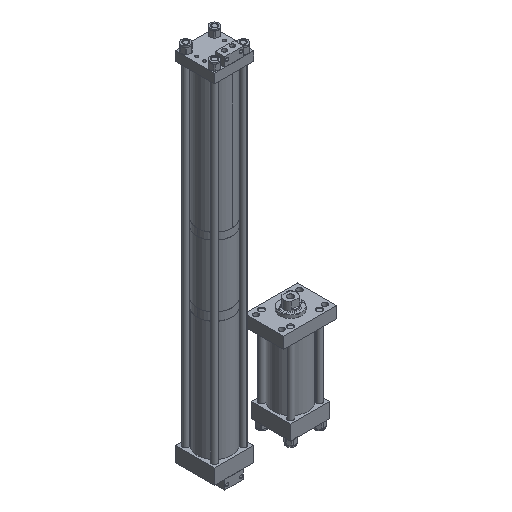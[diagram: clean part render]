
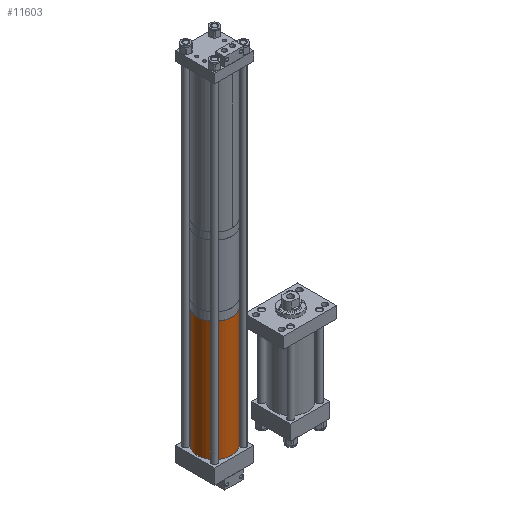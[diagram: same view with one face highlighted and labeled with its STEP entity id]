
A CAD part, isometric view. The second image highlights one B-rep face of the part: STEP entity #11603.
In plain terms, the highlighted cylindrical face has radius 47.625 mm (diameter 95.25 mm), a partial arc.
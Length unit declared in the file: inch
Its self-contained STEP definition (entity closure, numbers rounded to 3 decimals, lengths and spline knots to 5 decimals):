
#66 = DIRECTION ( 'NONE',  ( 1., 0., 0. ) ) ;
#120 = AXIS2_PLACEMENT_3D ( 'NONE', #6974, #12872, #66 ) ;
#292 = VECTOR ( 'NONE', #3780, 39.37008 ) ;
#911 = DIRECTION ( 'NONE',  ( -1., 0., 0. ) ) ;
#1185 = VECTOR ( 'NONE', #6180, 39.37008 ) ;
#1712 = CARTESIAN_POINT ( 'NONE',  ( -1.875, 0., 12.974 ) ) ;
#1840 = CARTESIAN_POINT ( 'NONE',  ( -1.875, 0., 0. ) ) ;
#1986 = ORIENTED_EDGE ( 'NONE', *, *, #3205, .F. ) ;
#2047 = VERTEX_POINT ( 'NONE', #5082 ) ;
#3041 = EDGE_CURVE ( 'NONE', #7200, #3217, #7569, .T. ) ;
#3112 = ORIENTED_EDGE ( 'NONE', *, *, #3041, .T. ) ;
#3160 = CARTESIAN_POINT ( 'NONE',  ( 0., 0., 12.974 ) ) ;
#3205 = EDGE_CURVE ( 'NONE', #9382, #3217, #9033, .T. ) ;
#3217 = VERTEX_POINT ( 'NONE', #13108 ) ;
#3362 = EDGE_CURVE ( 'NONE', #2047, #7200, #11576, .T. ) ;
#3780 = DIRECTION ( 'NONE',  ( 0., 0., -1. ) ) ;
#4515 = DIRECTION ( 'NONE',  ( 0., 0., 1. ) ) ;
#4773 = ORIENTED_EDGE ( 'NONE', *, *, #3362, .T. ) ;
#5082 = CARTESIAN_POINT ( 'NONE',  ( -1.875, 0., 12.974 ) ) ;
#6180 = DIRECTION ( 'NONE',  ( 0., 0., -1. ) ) ;
#6320 = ORIENTED_EDGE ( 'NONE', *, *, #13129, .F. ) ;
#6910 = DIRECTION ( 'NONE',  ( 1., 0., 0. ) ) ;
#6974 = CARTESIAN_POINT ( 'NONE',  ( 0., 0., 12.974 ) ) ;
#7009 = CARTESIAN_POINT ( 'NONE',  ( 0., 0., 0. ) ) ;
#7200 = VERTEX_POINT ( 'NONE', #1840 ) ;
#7569 = CIRCLE ( 'NONE', #11179, 1.875 ) ;
#9033 = LINE ( 'NONE', #14106, #292 ) ;
#9382 = VERTEX_POINT ( 'NONE', #12507 ) ;
#11179 = AXIS2_PLACEMENT_3D ( 'NONE', #7009, #4515, #6910 ) ;
#11330 = DIRECTION ( 'NONE',  ( 0., 0., -1. ) ) ;
#11576 = LINE ( 'NONE', #1712, #1185 ) ;
#11603 = ADVANCED_FACE ( 'NONE', ( #14480 ), #13767, .T. ) ;
#12507 = CARTESIAN_POINT ( 'NONE',  ( 1.875, 0., 12.974 ) ) ;
#12872 = DIRECTION ( 'NONE',  ( 0., 0., 1. ) ) ;
#13108 = CARTESIAN_POINT ( 'NONE',  ( 1.875, 0., 0. ) ) ;
#13129 = EDGE_CURVE ( 'NONE', #2047, #9382, #13722, .T. ) ;
#13578 = EDGE_LOOP ( 'NONE', ( #1986, #6320, #4773, #3112 ) ) ;
#13722 = CIRCLE ( 'NONE', #120, 1.875 ) ;
#13767 = CYLINDRICAL_SURFACE ( 'NONE', #14286, 1.875 ) ;
#14106 = CARTESIAN_POINT ( 'NONE',  ( 1.875, 0., 12.974 ) ) ;
#14286 = AXIS2_PLACEMENT_3D ( 'NONE', #3160, #11330, #911 ) ;
#14480 = FACE_OUTER_BOUND ( 'NONE', #13578, .T. ) ;
